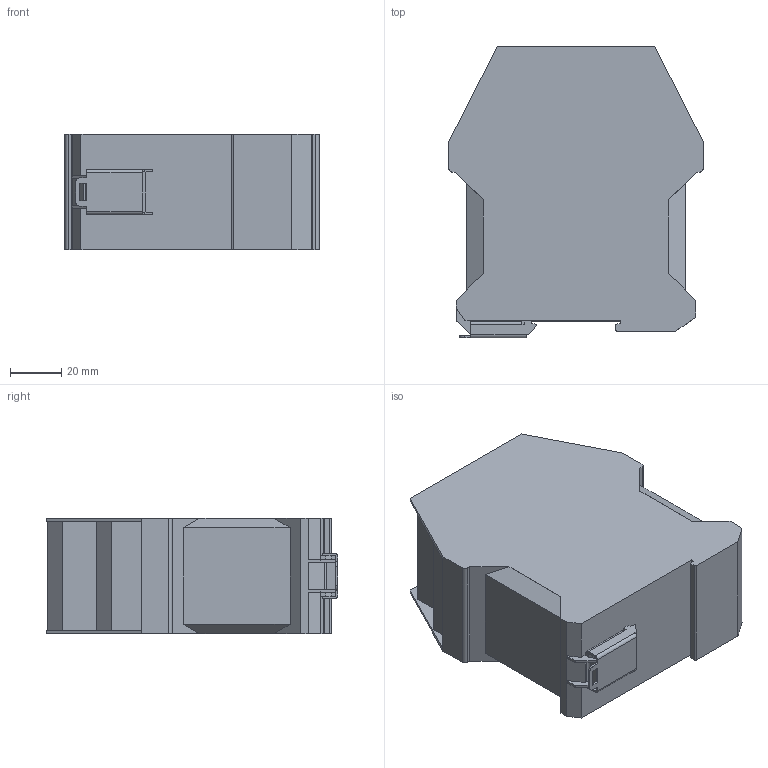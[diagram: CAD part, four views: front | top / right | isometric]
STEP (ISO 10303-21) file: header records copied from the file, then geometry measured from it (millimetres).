
FILE_DESCRIPTION (( 'STEP AP214' ), '1' );
FILE_NAME ('OUTSIDE-HR1S-AK#_ATE#_DME#.STEP', '2018-09-14T04:40:21', ( 'IDEC' ), ( 'IDEC' ), 'SwSTEP 2.0', 'SolidWorks 2017', '' );
FILE_SCHEMA (( 'AUTOMOTIVE_DESIGN' ));
Length unit declared in the file: millimetre
Products named in the file (1): OUTSIDE-HR1S-AK#_ATE#_DME#
Bounding box: 99 x 113.6 x 45.1 mm (x, y, z)
Volume: 406522.1 mm3; surface area: 37929.4 mm2
Topology: 1 solids, 1 shells, 137 faces, 385 edges, 250 vertices
Faces by surface type: plane 125, cylinder 12
Entity records: 4361 total; most frequent: CARTESIAN_POINT 773, ORIENTED_EDGE 770, DIRECTION 685, EDGE_CURVE 385, LINE 361, VECTOR 361, VERTEX_POINT 250, AXIS2_PLACEMENT_3D 162
